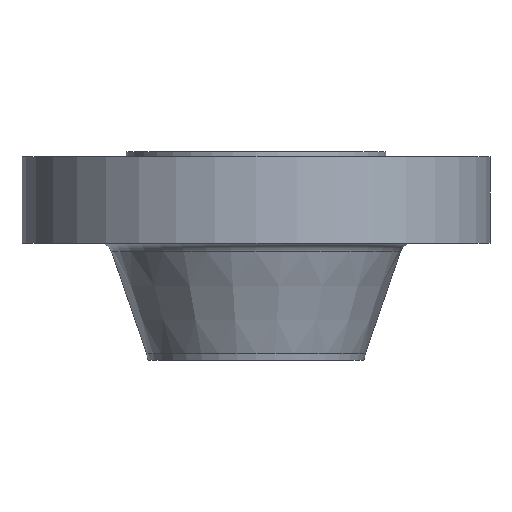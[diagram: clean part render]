
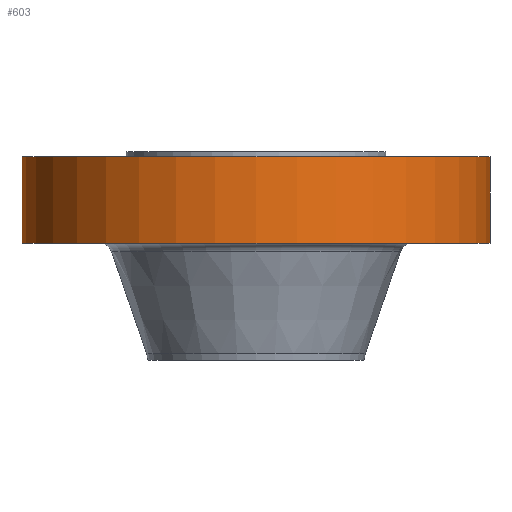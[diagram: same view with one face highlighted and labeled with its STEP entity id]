
A CAD part, front view. The second image highlights one B-rep face of the part: STEP entity #603.
In plain terms, the highlighted cylindrical face has radius 292.1 mm (diameter 584.2 mm), a partial arc.
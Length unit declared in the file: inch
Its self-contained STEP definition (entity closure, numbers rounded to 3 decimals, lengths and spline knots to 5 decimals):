
#10 = CARTESIAN_POINT ( 'NONE',  ( 0., 0., 0. ) ) ;
#15 = EDGE_CURVE ( 'NONE', #718, #777, #1189, .T. ) ;
#34 = CARTESIAN_POINT ( 'NONE',  ( -11.5, 0., -4.5 ) ) ;
#85 = ORIENTED_EDGE ( 'NONE', *, *, #377, .T. ) ;
#102 = CARTESIAN_POINT ( 'NONE',  ( 0., 0., -4.5 ) ) ;
#147 = VERTEX_POINT ( 'NONE', #401 ) ;
#192 = LINE ( 'NONE', #302, #317 ) ;
#200 = DIRECTION ( 'NONE',  ( 0., 0., 1. ) ) ;
#218 = DIRECTION ( 'NONE',  ( 1., 0., 0. ) ) ;
#235 = EDGE_CURVE ( 'NONE', #147, #1241, #192, .T. ) ;
#274 = CIRCLE ( 'NONE', #369, 11.5 ) ;
#302 = CARTESIAN_POINT ( 'NONE',  ( 11.5, 0., 0. ) ) ;
#317 = VECTOR ( 'NONE', #200, 39.37008 ) ;
#369 = AXIS2_PLACEMENT_3D ( 'NONE', #102, #550, #218 ) ;
#377 = EDGE_CURVE ( 'NONE', #718, #147, #274, .T. ) ;
#401 = CARTESIAN_POINT ( 'NONE',  ( 11.5, 0., -4.5 ) ) ;
#424 = DIRECTION ( 'NONE',  ( 1., 0., 0. ) ) ;
#462 = DIRECTION ( 'NONE',  ( 0., 0., 1. ) ) ;
#480 = CARTESIAN_POINT ( 'NONE',  ( 11.5, 0., -0.25 ) ) ;
#550 = DIRECTION ( 'NONE',  ( 0., 0., 1. ) ) ;
#551 = ORIENTED_EDGE ( 'NONE', *, *, #235, .T. ) ;
#603 = ADVANCED_FACE ( 'NONE', ( #692 ), #1026, .T. ) ;
#654 = VECTOR ( 'NONE', #862, 39.37008 ) ;
#692 = FACE_OUTER_BOUND ( 'NONE', #1000, .T. ) ;
#713 = AXIS2_PLACEMENT_3D ( 'NONE', #10, #462, #920 ) ;
#718 = VERTEX_POINT ( 'NONE', #34 ) ;
#777 = VERTEX_POINT ( 'NONE', #1033 ) ;
#862 = DIRECTION ( 'NONE',  ( 0., 0., 1. ) ) ;
#874 = CIRCLE ( 'NONE', #1032, 11.5 ) ;
#897 = EDGE_CURVE ( 'NONE', #777, #1241, #874, .T. ) ;
#920 = DIRECTION ( 'NONE',  ( 1., 0., 0. ) ) ;
#941 = ORIENTED_EDGE ( 'NONE', *, *, #15, .F. ) ;
#986 = DIRECTION ( 'NONE',  ( 0., 0., 1. ) ) ;
#1000 = EDGE_LOOP ( 'NONE', ( #941, #85, #551, #1372 ) ) ;
#1026 = CYLINDRICAL_SURFACE ( 'NONE', #713, 11.5 ) ;
#1032 = AXIS2_PLACEMENT_3D ( 'NONE', #1180, #986, #424 ) ;
#1033 = CARTESIAN_POINT ( 'NONE',  ( -11.5, 0., -0.25 ) ) ;
#1180 = CARTESIAN_POINT ( 'NONE',  ( 0., 0., -0.25 ) ) ;
#1189 = LINE ( 'NONE', #1427, #654 ) ;
#1241 = VERTEX_POINT ( 'NONE', #480 ) ;
#1372 = ORIENTED_EDGE ( 'NONE', *, *, #897, .F. ) ;
#1427 = CARTESIAN_POINT ( 'NONE',  ( -11.5, 0., 0. ) ) ;
